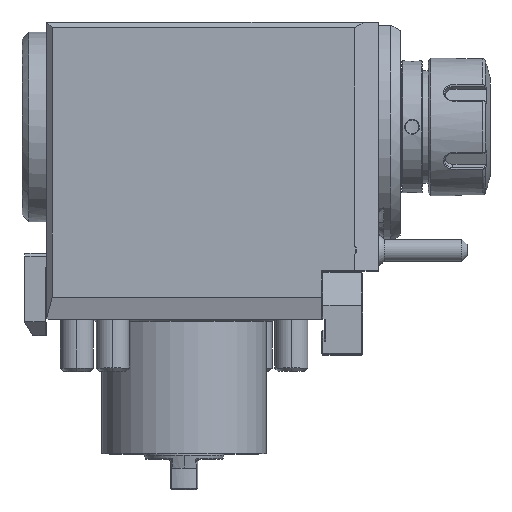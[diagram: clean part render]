
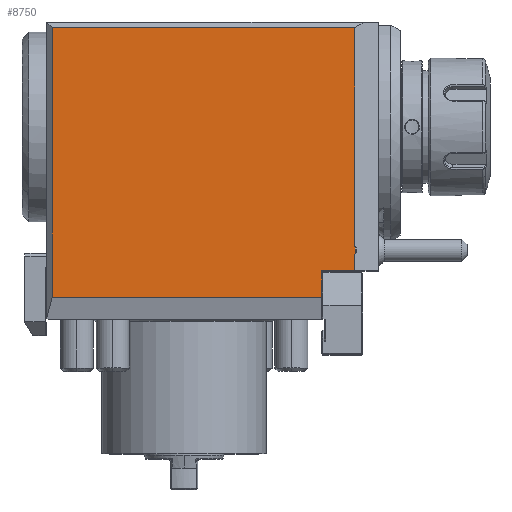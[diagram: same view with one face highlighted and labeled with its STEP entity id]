
A CAD part, top view. The second image highlights one B-rep face of the part: STEP entity #8750.
In plain terms, the highlighted planar face has unit normal (0, 0, 1).
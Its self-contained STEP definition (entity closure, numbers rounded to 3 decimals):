
#871=DIRECTION('',(0.,1.,0.));
#872=VECTOR('',#871,9.5);
#873=CARTESIAN_POINT('',(50.,5.3,47.));
#874=LINE('',#873,#872);
#911=DIRECTION('',(0.,-1.,0.));
#912=VECTOR('',#911,98.);
#913=CARTESIAN_POINT('',(-48.,103.3,47.));
#914=LINE('',#913,#912);
#927=DIRECTION('',(0.,1.,0.));
#928=VECTOR('',#927,6.153);
#929=CARTESIAN_POINT('',(62.04,14.8,47.));
#930=LINE('',#929,#928);
#931=DIRECTION('',(1.,0.,0.));
#932=VECTOR('',#931,98.);
#933=CARTESIAN_POINT('',(-48.,5.3,47.));
#934=LINE('',#933,#932);
#935=DIRECTION('',(1.,0.,0.));
#936=VECTOR('',#935,110.04);
#937=CARTESIAN_POINT('',(-48.,103.3,47.));
#938=LINE('',#937,#936);
#943=DIRECTION('',(0.,1.,0.));
#944=VECTOR('',#943,79.653);
#945=CARTESIAN_POINT('',(62.04,23.647,47.));
#946=LINE('',#945,#944);
#980=DIRECTION('',(-1.,0.,0.));
#981=VECTOR('',#980,12.04);
#982=CARTESIAN_POINT('',(62.04,14.8,47.));
#983=LINE('',#982,#981);
#5439=CARTESIAN_POINT('',(62.04,20.953,47.));
#5444=CARTESIAN_POINT('',(59.7,22.3,47.));
#5445=DIRECTION('',(0.,0.,1.));
#5446=DIRECTION('',(0.867,-0.499,0.));
#5447=AXIS2_PLACEMENT_3D('',#5444,#5445,#5446);
#5452=CARTESIAN_POINT('',(62.04,23.647,47.));
#6983=CARTESIAN_POINT('',(62.04,103.3,47.));
#6985=VERTEX_POINT('',#6983);
#6995=CARTESIAN_POINT('',(-48.,103.3,47.));
#6996=VERTEX_POINT('',#6995);
#7643=CARTESIAN_POINT('',(62.04,14.8,47.));
#7644=VERTEX_POINT('',#7643);
#7645=CARTESIAN_POINT('',(50.,5.3,47.));
#7646=CARTESIAN_POINT('',(50.,14.8,47.));
#7647=VERTEX_POINT('',#7645);
#7648=VERTEX_POINT('',#7646);
#7657=CARTESIAN_POINT('',(-48.,5.3,47.));
#7658=VERTEX_POINT('',#7657);
#7720=VERTEX_POINT('',#5452);
#7721=VERTEX_POINT('',#5439);
#8730=CARTESIAN_POINT('',(70.7,-2.7,47.));
#8731=DIRECTION('',(0.,0.,1.));
#8732=DIRECTION('',(0.,1.,0.));
#8733=AXIS2_PLACEMENT_3D('',#8730,#8731,#8732);
#8734=PLANE('',#8733);
#8736=ORIENTED_EDGE('',*,*,#8735,.F.);
#8738=ORIENTED_EDGE('',*,*,#8737,.F.);
#8740=ORIENTED_EDGE('',*,*,#8739,.F.);
#8742=ORIENTED_EDGE('',*,*,#8741,.T.);
#8743=ORIENTED_EDGE('',*,*,#8671,.F.);
#8744=ORIENTED_EDGE('',*,*,#8702,.F.);
#8745=ORIENTED_EDGE('',*,*,#8720,.F.);
#8747=ORIENTED_EDGE('',*,*,#8746,.T.);
#8748=EDGE_LOOP('',(#8736,#8738,#8740,#8742,#8743,#8744,#8745,#8747));
#8749=FACE_OUTER_BOUND('',#8748,.F.);
#5448=CIRCLE('',#5447,2.7);
#8671=EDGE_CURVE('',#7647,#7648,#874,.T.);
#8702=EDGE_CURVE('',#7658,#7647,#934,.T.);
#8720=EDGE_CURVE('',#6996,#7658,#914,.T.);
#8735=EDGE_CURVE('',#7720,#6985,#946,.T.);
#8737=EDGE_CURVE('',#7721,#7720,#5448,.T.);
#8739=EDGE_CURVE('',#7644,#7721,#930,.T.);
#8741=EDGE_CURVE('',#7644,#7648,#983,.T.);
#8746=EDGE_CURVE('',#6996,#6985,#938,.T.);
#8750=ADVANCED_FACE('',(#8749),#8734,.T.);
